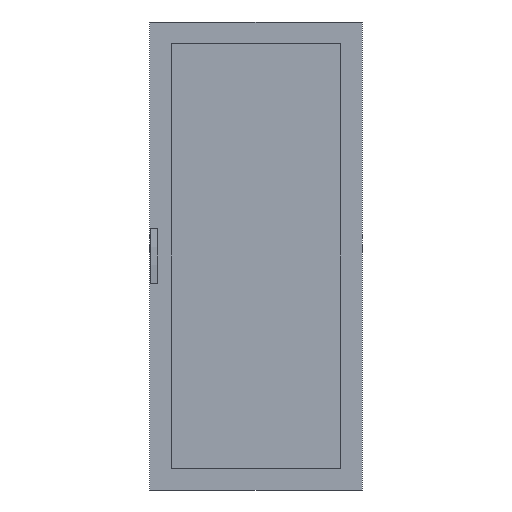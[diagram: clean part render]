
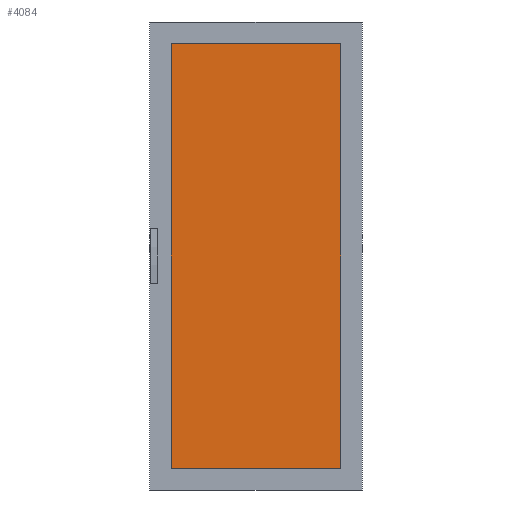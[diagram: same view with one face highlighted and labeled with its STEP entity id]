
A CAD part, front view. The second image highlights one B-rep face of the part: STEP entity #4084.
In plain terms, the highlighted planar face has unit normal (0, -1, 0).
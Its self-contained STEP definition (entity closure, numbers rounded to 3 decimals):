
#537 = DIRECTION ( 'NONE',  ( 0., 0., 1. ) ) ;
#1121 = LINE ( 'NONE', #10363, #17890 ) ;
#2667 = CARTESIAN_POINT ( 'NONE',  ( 395., 0., 0. ) ) ;
#2762 = CARTESIAN_POINT ( 'NONE',  ( 395., 0., 990.5 ) ) ;
#3002 = VERTEX_POINT ( 'NONE', #6582 ) ;
#3522 = ORIENTED_EDGE ( 'NONE', *, *, #3601, .T. ) ;
#3601 = EDGE_CURVE ( 'NONE', #3002, #21094, #21257, .T. ) ;
#4084 = ADVANCED_FACE ( 'NONE', ( #8546 ), #16180, .T. ) ;
#5569 = VECTOR ( 'NONE', #537, 1000. ) ;
#6582 = CARTESIAN_POINT ( 'NONE',  ( -395., 0., -990.5 ) ) ;
#6686 = DIRECTION ( 'NONE',  ( 0., -1., 0. ) ) ;
#6717 = VECTOR ( 'NONE', #13652, 1000. ) ;
#6822 = VERTEX_POINT ( 'NONE', #2762 ) ;
#8075 = VERTEX_POINT ( 'NONE', #19639 ) ;
#8546 = FACE_OUTER_BOUND ( 'NONE', #19008, .T. ) ;
#10363 = CARTESIAN_POINT ( 'NONE',  ( 0., 0., 990.5 ) ) ;
#12165 = LINE ( 'NONE', #2667, #5569 ) ;
#12330 = ORIENTED_EDGE ( 'NONE', *, *, #14941, .T. ) ;
#12936 = EDGE_CURVE ( 'NONE', #21094, #6822, #12165, .T. ) ;
#13652 = DIRECTION ( 'NONE',  ( 1., 0., 0. ) ) ;
#14320 = DIRECTION ( 'NONE',  ( 0., 0., -1. ) ) ;
#14941 = EDGE_CURVE ( 'NONE', #8075, #3002, #22967, .T. ) ;
#14965 = ORIENTED_EDGE ( 'NONE', *, *, #12936, .T. ) ;
#15180 = CARTESIAN_POINT ( 'NONE',  ( 0., 0., -990.5 ) ) ;
#15629 = CARTESIAN_POINT ( 'NONE',  ( -395., 0., 0. ) ) ;
#15961 = VECTOR ( 'NONE', #17632, 1000. ) ;
#16180 = PLANE ( 'NONE',  #16188 ) ;
#16188 = AXIS2_PLACEMENT_3D ( 'NONE', #23758, #6686, #14320 ) ;
#17158 = ORIENTED_EDGE ( 'NONE', *, *, #22584, .T. ) ;
#17632 = DIRECTION ( 'NONE',  ( 0., 0., -1. ) ) ;
#17890 = VECTOR ( 'NONE', #19596, 1000. ) ;
#19008 = EDGE_LOOP ( 'NONE', ( #14965, #17158, #12330, #3522 ) ) ;
#19596 = DIRECTION ( 'NONE',  ( -1., 0., 0. ) ) ;
#19639 = CARTESIAN_POINT ( 'NONE',  ( -395., 0., 990.5 ) ) ;
#21094 = VERTEX_POINT ( 'NONE', #22215 ) ;
#21257 = LINE ( 'NONE', #15180, #6717 ) ;
#22215 = CARTESIAN_POINT ( 'NONE',  ( 395., 0., -990.5 ) ) ;
#22584 = EDGE_CURVE ( 'NONE', #6822, #8075, #1121, .T. ) ;
#22967 = LINE ( 'NONE', #15629, #15961 ) ;
#23758 = CARTESIAN_POINT ( 'NONE',  ( 386.5, 0., -982. ) ) ;
